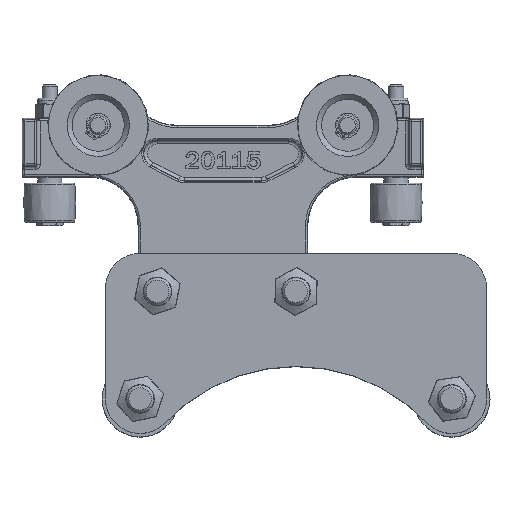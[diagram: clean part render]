
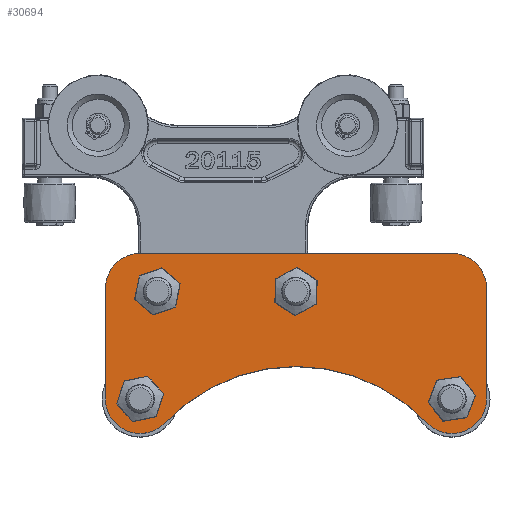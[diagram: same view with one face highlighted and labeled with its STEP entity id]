
A CAD part, top view. The second image highlights one B-rep face of the part: STEP entity #30694.
In plain terms, the highlighted face is planar.
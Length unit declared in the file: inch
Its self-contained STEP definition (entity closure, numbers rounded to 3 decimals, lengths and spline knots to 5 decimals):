
#30211=CARTESIAN_POINT('',(0.0,-0.47475,0.37432));
#30212=VERTEX_POINT('',#30211);
#30213=CARTESIAN_POINT('',(0.0,-0.47475,0.09307));
#30214=DIRECTION('',(1.0,0.0,0.0));
#30215=DIRECTION('',(0.0,0.0,-1.0));
#30216=AXIS2_PLACEMENT_3D('',#30213,#30214,#30215);
#30217=CIRCLE('',#30216,0.28125);
#30218=EDGE_CURVE('',#30212,#30212,#30217,.T.);
#30260=CARTESIAN_POINT('',(0.0,-2.97475,0.37432));
#30261=VERTEX_POINT('',#30260);
#30262=CARTESIAN_POINT('',(0.0,-2.97475,0.09307));
#30263=DIRECTION('',(1.0,0.0,0.0));
#30264=DIRECTION('',(0.0,0.0,-1.0));
#30265=AXIS2_PLACEMENT_3D('',#30262,#30263,#30264);
#30266=CIRCLE('',#30265,0.28125);
#30267=EDGE_CURVE('',#30261,#30261,#30266,.T.);
#30309=CARTESIAN_POINT('',(0.0,-0.16225,-1.53193));
#30310=VERTEX_POINT('',#30309);
#30311=CARTESIAN_POINT('',(0.0,-0.16225,-1.84443));
#30312=DIRECTION('',(1.0,0.0,0.0));
#30313=DIRECTION('',(0.0,0.0,-1.0));
#30314=AXIS2_PLACEMENT_3D('',#30311,#30312,#30313);
#30315=CIRCLE('',#30314,0.3125);
#30316=EDGE_CURVE('',#30310,#30310,#30315,.T.);
#30358=CARTESIAN_POINT('',(0.0,-5.78725,-1.53193));
#30359=VERTEX_POINT('',#30358);
#30360=CARTESIAN_POINT('',(0.0,-5.78725,-1.84443));
#30361=DIRECTION('',(1.0,0.0,0.0));
#30362=DIRECTION('',(0.0,0.0,-1.0));
#30363=AXIS2_PLACEMENT_3D('',#30360,#30361,#30362);
#30364=CIRCLE('',#30363,0.3125);
#30365=EDGE_CURVE('',#30359,#30359,#30364,.T.);
#30397=CARTESIAN_POINT('',(0.0,-5.78725,0.78057));
#30398=VERTEX_POINT('',#30397);
#30405=CARTESIAN_POINT('',(0.0,-6.41225,0.15557));
#30406=VERTEX_POINT('',#30405);
#30407=CARTESIAN_POINT('',(0.0,-5.78725,0.15557));
#30408=DIRECTION('',(-1.0,0.0,0.0));
#30409=DIRECTION('',(0.0,0.0,-1.0));
#30410=AXIS2_PLACEMENT_3D('',#30407,#30408,#30409);
#30411=CIRCLE('',#30410,0.625);
#30412=EDGE_CURVE('',#30406,#30398,#30411,.T.);
#30436=CARTESIAN_POINT('',(0.0,-0.16225,0.78057));
#30437=VERTEX_POINT('',#30436);
#30444=CARTESIAN_POINT('',(0.0,-5.78725,0.78057));
#30445=DIRECTION('',(0.0,1.0,0.0));
#30446=VECTOR('',#30445,5.625);
#30447=LINE('',#30444,#30446);
#30448=EDGE_CURVE('',#30398,#30437,#30447,.T.);
#30468=CARTESIAN_POINT('',(0.0,0.46275,0.15557));
#30469=VERTEX_POINT('',#30468);
#30476=CARTESIAN_POINT('',(0.0,-0.16225,0.15557));
#30477=DIRECTION('',(-1.0,0.0,0.0));
#30478=DIRECTION('',(0.0,-1.0,0.0));
#30479=AXIS2_PLACEMENT_3D('',#30476,#30477,#30478);
#30480=CIRCLE('',#30479,0.625);
#30481=EDGE_CURVE('',#30437,#30469,#30480,.T.);
#30500=CARTESIAN_POINT('',(0.0,0.46275,-1.84443));
#30501=VERTEX_POINT('',#30500);
#30508=CARTESIAN_POINT('',(0.0,0.46275,0.15557));
#30509=DIRECTION('',(0.0,0.0,-1.0));
#30510=VECTOR('',#30509,2.);
#30511=LINE('',#30508,#30510);
#30512=EDGE_CURVE('',#30469,#30501,#30511,.T.);
#30532=CARTESIAN_POINT('',(0.0,-0.61588,-2.27437));
#30533=VERTEX_POINT('',#30532);
#30540=CARTESIAN_POINT('',(0.0,-0.16225,-1.84443));
#30541=DIRECTION('',(-1.,0.0,0.0));
#30542=DIRECTION('',(0.0,0.726,0.688));
#30543=AXIS2_PLACEMENT_3D('',#30540,#30541,#30542);
#30544=CIRCLE('',#30543,0.625);
#30545=EDGE_CURVE('',#30501,#30533,#30544,.T.);
#30565=CARTESIAN_POINT('',(0.0,-5.33362,-2.27437));
#30566=VERTEX_POINT('',#30565);
#30573=CARTESIAN_POINT('',(0.0,-2.97475,-4.51004));
#30574=DIRECTION('',(1.0,0.0,0.0));
#30575=DIRECTION('',(0.0,0.726,0.688));
#30576=AXIS2_PLACEMENT_3D('',#30573,#30574,#30575);
#30577=CIRCLE('',#30576,3.25);
#30578=EDGE_CURVE('',#30533,#30566,#30577,.T.);
#30598=CARTESIAN_POINT('',(0.0,-6.41225,-1.84443));
#30599=VERTEX_POINT('',#30598);
#30606=CARTESIAN_POINT('',(0.0,-5.78725,-1.84443));
#30607=DIRECTION('',(-1.0,0.0,0.0));
#30608=DIRECTION('',(0.0,1.0,0.0));
#30609=AXIS2_PLACEMENT_3D('',#30606,#30607,#30608);
#30610=CIRCLE('',#30609,0.625);
#30611=EDGE_CURVE('',#30566,#30599,#30610,.T.);
#30629=CARTESIAN_POINT('',(0.0,-6.41225,-1.84443));
#30630=DIRECTION('',(0.0,0.0,1.0));
#30631=VECTOR('',#30630,2.0);
#30632=LINE('',#30629,#30631);
#30633=EDGE_CURVE('',#30599,#30406,#30632,.T.);
#30667=CARTESIAN_POINT('',(0.0,-2.97475,-0.68114));
#30668=DIRECTION('',(1.0,0.0,0.0));
#30669=DIRECTION('',(0.0,0.0,-1.0));
#30670=AXIS2_PLACEMENT_3D('',#30667,#30668,#30669);
#30671=PLANE('',#30670);
#30672=ORIENTED_EDGE('',*,*,#30633,.T.);
#30673=ORIENTED_EDGE('',*,*,#30412,.T.);
#30674=ORIENTED_EDGE('',*,*,#30448,.T.);
#30675=ORIENTED_EDGE('',*,*,#30481,.T.);
#30676=ORIENTED_EDGE('',*,*,#30512,.T.);
#30677=ORIENTED_EDGE('',*,*,#30545,.T.);
#30678=ORIENTED_EDGE('',*,*,#30578,.T.);
#30679=ORIENTED_EDGE('',*,*,#30611,.T.);
#30680=EDGE_LOOP('',(#30672,#30673,#30674,#30675,#30676,#30677,#30678,#30679));
#30681=FACE_OUTER_BOUND('',#30680,.T.);
#30682=ORIENTED_EDGE('',*,*,#30218,.T.);
#30683=EDGE_LOOP('',(#30682));
#30684=FACE_BOUND('',#30683,.T.);
#30685=ORIENTED_EDGE('',*,*,#30267,.T.);
#30686=EDGE_LOOP('',(#30685));
#30687=FACE_BOUND('',#30686,.T.);
#30688=ORIENTED_EDGE('',*,*,#30316,.T.);
#30689=EDGE_LOOP('',(#30688));
#30690=FACE_BOUND('',#30689,.T.);
#30691=ORIENTED_EDGE('',*,*,#30365,.T.);
#30692=EDGE_LOOP('',(#30691));
#30693=FACE_BOUND('',#30692,.T.);
#30694=ADVANCED_FACE('',(#30681,#30684,#30687,#30690,#30693),#30671,.F.);
